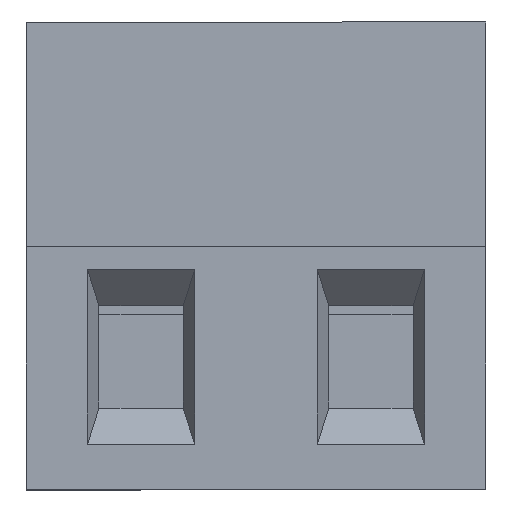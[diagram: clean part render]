
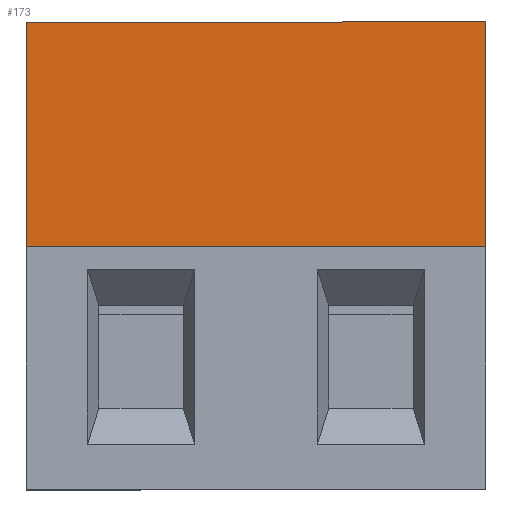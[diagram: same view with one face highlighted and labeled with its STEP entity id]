
A CAD part, top view. The second image highlights one B-rep face of the part: STEP entity #173.
In plain terms, the highlighted planar face has unit normal (0, 0, 1).
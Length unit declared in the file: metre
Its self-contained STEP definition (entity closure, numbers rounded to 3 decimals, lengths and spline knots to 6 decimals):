
#173=ADVANCED_FACE('',(#451),#452,.T.);
#451=FACE_OUTER_BOUND('',#850,.T.);
#452=PLANE('',#851);
#850=EDGE_LOOP('',(#1341,#1342,#1343,#1344));
#851=AXIS2_PLACEMENT_3D('',#1345,#1346,#1347);
#1341=ORIENTED_EDGE('',*,*,#2391,.F.);
#1342=ORIENTED_EDGE('',*,*,#2392,.T.);
#1343=ORIENTED_EDGE('',*,*,#2393,.T.);
#1344=ORIENTED_EDGE('',*,*,#2394,.F.);
#1345=CARTESIAN_POINT('',(0.08376,0.0155,-0.00045));
#1346=DIRECTION('',(0.,0.,1.0));
#1347=DIRECTION('',(1.0,0.,0.0));
#2391=EDGE_CURVE('',#2881,#2882,#2883,.T.);
#2392=EDGE_CURVE('',#2881,#2884,#2885,.T.);
#2393=EDGE_CURVE('',#2884,#2886,#2887,.T.);
#2394=EDGE_CURVE('',#2882,#2886,#2888,.T.);
#2881=VERTEX_POINT('',#3591);
#2882=VERTEX_POINT('',#3592);
#2883=LINE('',#3593,#3594);
#2884=VERTEX_POINT('',#3595);
#2885=LINE('',#3596,#3597);
#2886=VERTEX_POINT('',#3598);
#2887=LINE('',#3599,#3600);
#2888=LINE('',#3601,#3602);
#3591=CARTESIAN_POINT('',(0.0762,0.00805,-0.00045));
#3592=CARTESIAN_POINT('',(0.06096,0.00805,-0.00045));
#3593=CARTESIAN_POINT('',(0.08376,0.00805,-0.00045));
#3594=VECTOR('',#4348,1.0);
#3595=CARTESIAN_POINT('',(0.0762,0.0155,-0.00045));
#3596=CARTESIAN_POINT('',(0.0762,0.0155,-0.00045));
#3597=VECTOR('',#4349,1.0);
#3598=CARTESIAN_POINT('',(0.06096,0.0155,-0.00045));
#3599=CARTESIAN_POINT('',(0.08376,0.0155,-0.00045));
#3600=VECTOR('',#4350,1.0);
#3601=CARTESIAN_POINT('',(0.06096,0.0155,-0.00045));
#3602=VECTOR('',#4351,1.0);
#4348=DIRECTION('',(-1.0,0.,0.));
#4349=DIRECTION('',(0.,1.0,0.));
#4350=DIRECTION('',(-1.0,0.,0.));
#4351=DIRECTION('',(0.,1.0,0.));
